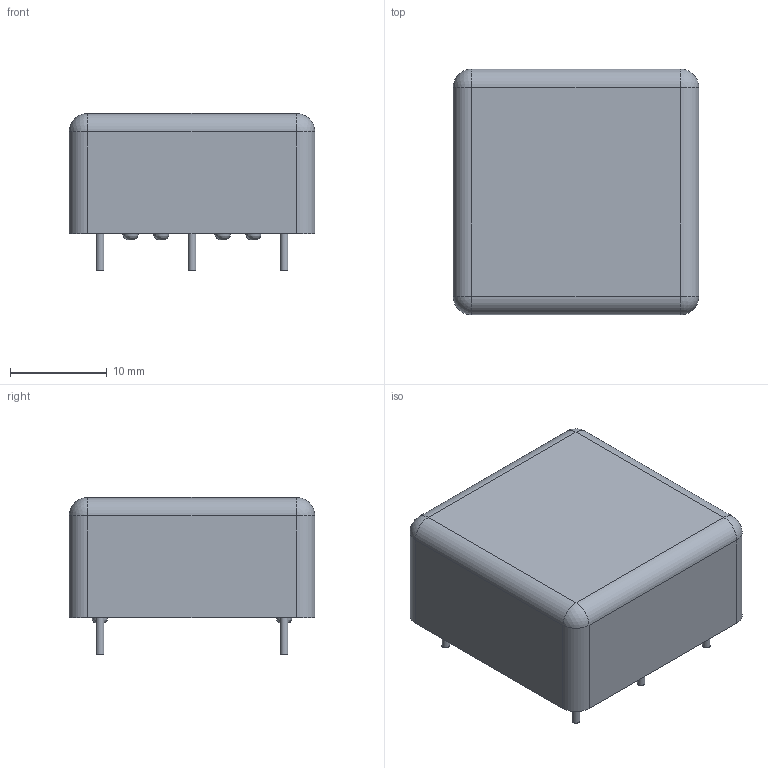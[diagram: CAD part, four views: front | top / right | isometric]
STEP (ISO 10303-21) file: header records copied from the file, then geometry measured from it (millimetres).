
FILE_DESCRIPTION(/* description */ (''),/* implementation_level */ '2;1');
FILE_NAME(/* name */ 'OSC_WENZEL_501-22578-XX.stp',/* time_stamp */ '2017-09-19T13:35:36+02:00',/* author */ ('jchouvet'),/* organization */ (''),/* preprocessor_version */ 'ST-DEVELOPER v16.1',/* originating_system */ 'AutoCAD Mechanical',/* authorisation */ '');
FILE_SCHEMA (('AUTOMOTIVE_DESIGN { 1 0 10303 214 3 1 1 }'));
Length unit declared in the file: millimetre
Products named in the file (1): Product
Bounding box: 25.4 x 25.4 x 16.25 mm (x, y, z)
Volume: 7929 mm3; surface area: 2521.4 mm2
Topology: 14 solids, 14 shells, 65 faces, 87 edges, 54 vertices
Faces by surface type: plane 36, cylinder 21, sphere 4, bspline 4
Full cylindrical faces by diameter (mm): 0.8 x5, 1.6 x8
Entity records: 1407 total; most frequent: CARTESIAN_POINT 306, DIRECTION 244, ORIENTED_EDGE 148, AXIS2_PLACEMENT_3D 112, EDGE_LOOP 82, EDGE_CURVE 74, FACE_OUTER_BOUND 65, ADVANCED_FACE 65
